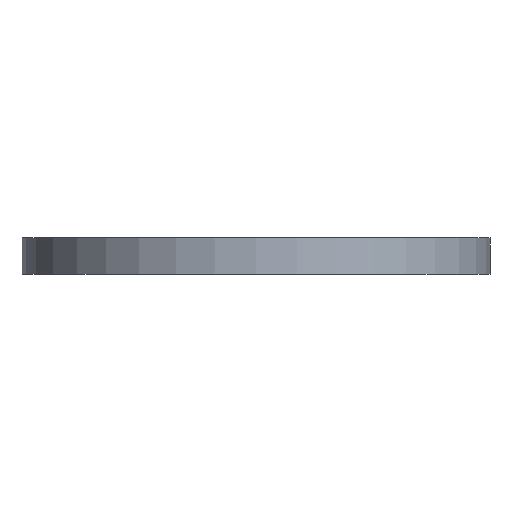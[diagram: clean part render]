
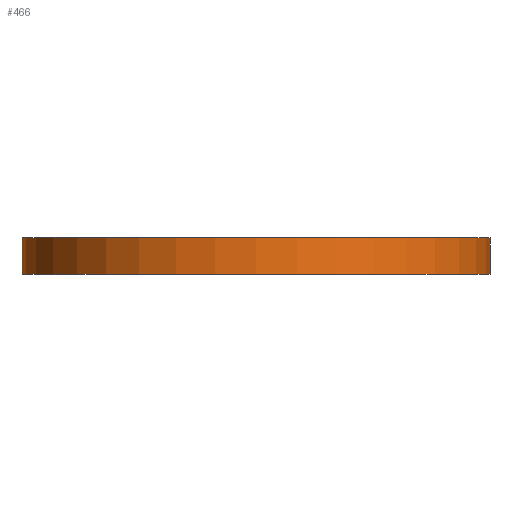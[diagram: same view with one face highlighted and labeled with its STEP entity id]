
A CAD part, front view. The second image highlights one B-rep face of the part: STEP entity #466.
In plain terms, the highlighted cylindrical face has radius 9 mm (diameter 18 mm), a full revolution.
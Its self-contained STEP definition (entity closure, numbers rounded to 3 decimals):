
#466 = ADVANCED_FACE( '', ( #1258, #1259 ), #1260, .T. );
#1258 = FACE_OUTER_BOUND( '', #2565, .T. );
#1259 = FACE_OUTER_BOUND( '', #2566, .T. );
#1260 = CYLINDRICAL_SURFACE( '', #2567, 9. );
#2565 = EDGE_LOOP( '', ( #6301 ) );
#2566 = EDGE_LOOP( '', ( #6302 ) );
#2567 = AXIS2_PLACEMENT_3D( '', #6303, #6304, #6305 );
#6301 = ORIENTED_EDGE( '', *, *, #9289, .T. );
#6302 = ORIENTED_EDGE( '', *, *, #9255, .F. );
#6303 = CARTESIAN_POINT( '', ( 0., 0., 0. ) );
#6304 = DIRECTION( '', ( 0., 0., 1. ) );
#6305 = DIRECTION( '', ( 1., 0., 0. ) );
#9255 = EDGE_CURVE( '', #10749, #10749, #10750, .T. );
#9289 = EDGE_CURVE( '', #10806, #10806, #10807, .F. );
#10749 = VERTEX_POINT( '', #12960 );
#10750 = CIRCLE( '', #12961, 9. );
#10806 = VERTEX_POINT( '', #13038 );
#10807 = CIRCLE( '', #13039, 9. );
#12960 = CARTESIAN_POINT( '', ( -9., 0., -1.4 ) );
#12961 = AXIS2_PLACEMENT_3D( '', #16173, #16174, #16175 );
#13038 = CARTESIAN_POINT( '', ( 9., 0., 0. ) );
#13039 = AXIS2_PLACEMENT_3D( '', #16203, #16204, #16205 );
#16173 = CARTESIAN_POINT( '', ( 0., 0., -1.4 ) );
#16174 = DIRECTION( '', ( 0., 0., -1. ) );
#16175 = DIRECTION( '', ( -1., 0., 0. ) );
#16203 = CARTESIAN_POINT( '', ( 0., 0., 0. ) );
#16204 = DIRECTION( '', ( 0., 0., 1. ) );
#16205 = DIRECTION( '', ( 1., 0., 0. ) );
